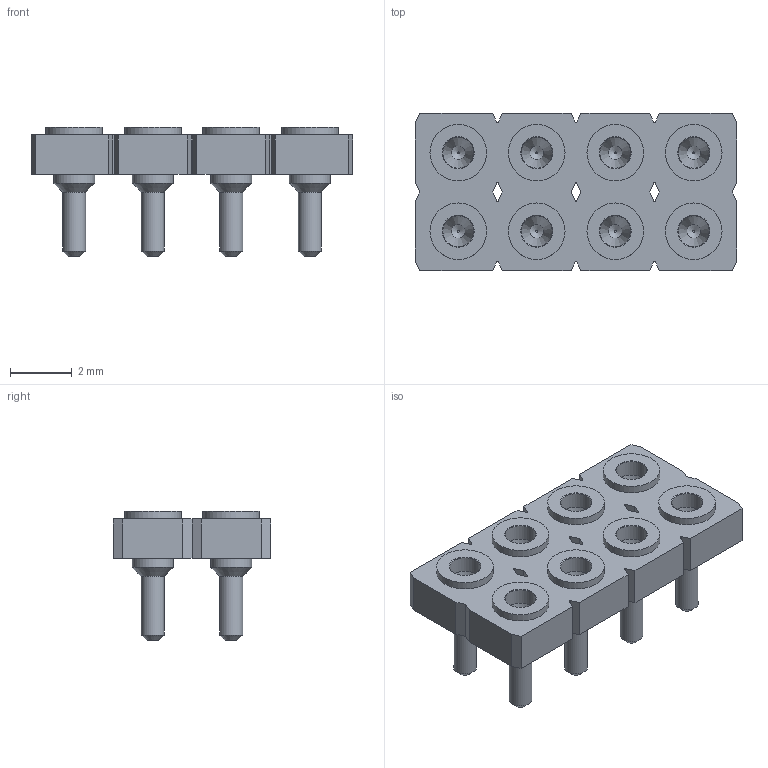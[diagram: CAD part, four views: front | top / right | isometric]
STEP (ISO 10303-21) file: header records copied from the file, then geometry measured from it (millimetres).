
FILE_DESCRIPTION(('STEP AP214'), '1');
FILE_NAME('SL-105-TT-19', '2017-07-15T12:49:13', ('Nobody'), (''), 'ASCON STEP Converter 1.3', 'ASCON Math Kernel', '');
FILE_SCHEMA(('AUTOMOTIVE_DESIGN { 1 0 10303 214 3 1 1}'));
Length unit declared in the file: millimetre
Assembly tree (8 placements, depth 2):
  (unnamed)
    (unnamed)  x8
Bounding box: 10.39 x 5.08 x 4.19 mm (x, y, z)
Volume: 72.4 mm3; surface area: 393.5 mm2
Topology: 9 solids, 9 shells, 226 faces, 456 edges, 280 vertices
Faces by surface type: plane 94, cylinder 76, cone 56
Full cylindrical faces by diameter (mm): 0.55 x8, 0.74 x8, 1 x16, 1.32 x24, 1.83 x8
Entity records: 3535 total; most frequent: DIRECTION 452, CARTESIAN_POINT 445, ORIENTED_EDGE 406, EDGE_CURVE 203, AXIS2_PLACEMENT_3D 154, VERTEX_POINT 147, LINE 144, VECTOR 144
